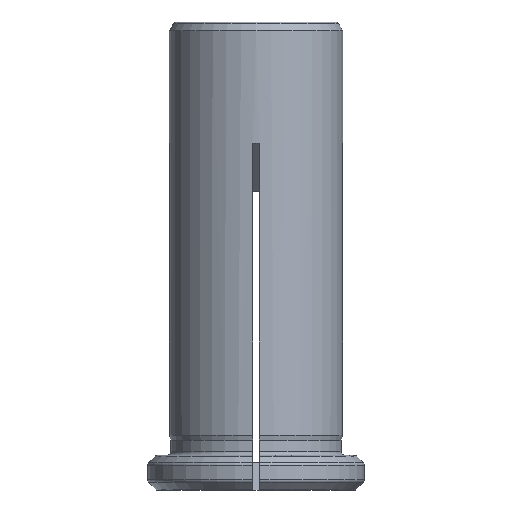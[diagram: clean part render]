
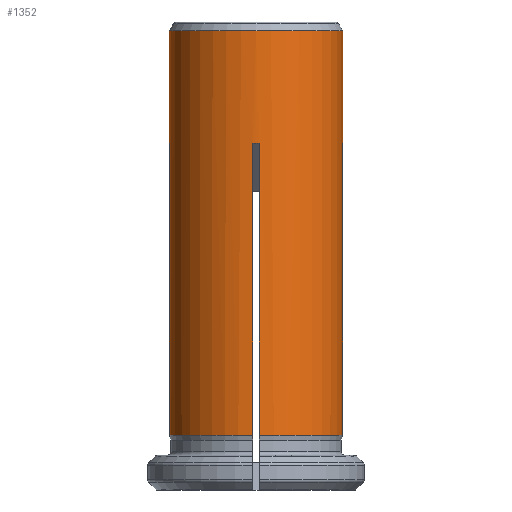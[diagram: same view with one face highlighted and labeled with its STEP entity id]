
A CAD part, front view. The second image highlights one B-rep face of the part: STEP entity #1352.
In plain terms, the highlighted cylindrical face has radius 10 mm (diameter 20 mm), a full revolution.
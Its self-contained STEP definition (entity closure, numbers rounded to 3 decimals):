
#28=ELLIPSE('',#1507,14.142,10.);
#29=ELLIPSE('',#1508,14.142,10.);
#30=ELLIPSE('',#1509,14.142,10.);
#31=ELLIPSE('',#1510,14.142,10.);
#98=LINE('',#2445,#166);
#99=LINE('',#2449,#167);
#100=LINE('',#2450,#168);
#101=LINE('',#2454,#169);
#102=LINE('',#2455,#170);
#103=LINE('',#2459,#171);
#104=LINE('',#2460,#172);
#105=LINE('',#2464,#173);
#166=VECTOR('',#1822,1000.);
#167=VECTOR('',#1825,1000.);
#168=VECTOR('',#1826,1000.);
#169=VECTOR('',#1829,1000.);
#170=VECTOR('',#1830,1000.);
#171=VECTOR('',#1833,1000.);
#172=VECTOR('',#1834,1000.);
#173=VECTOR('',#1837,1000.);
#201=CYLINDRICAL_SURFACE('',#1506,10.);
#518=ORIENTED_EDGE('',*,*,#873,.F.);
#519=ORIENTED_EDGE('',*,*,#874,.T.);
#520=ORIENTED_EDGE('',*,*,#875,.T.);
#521=ORIENTED_EDGE('',*,*,#697,.F.);
#522=ORIENTED_EDGE('',*,*,#876,.F.);
#523=ORIENTED_EDGE('',*,*,#877,.T.);
#524=ORIENTED_EDGE('',*,*,#878,.T.);
#525=ORIENTED_EDGE('',*,*,#800,.F.);
#526=ORIENTED_EDGE('',*,*,#879,.F.);
#527=ORIENTED_EDGE('',*,*,#880,.T.);
#528=ORIENTED_EDGE('',*,*,#881,.T.);
#529=ORIENTED_EDGE('',*,*,#766,.F.);
#530=ORIENTED_EDGE('',*,*,#882,.F.);
#531=ORIENTED_EDGE('',*,*,#883,.T.);
#532=ORIENTED_EDGE('',*,*,#884,.T.);
#533=ORIENTED_EDGE('',*,*,#732,.F.);
#534=ORIENTED_EDGE('',*,*,#804,.F.);
#697=EDGE_CURVE('',#901,#902,#1041,.F.);
#732=EDGE_CURVE('',#925,#927,#1053,.F.);
#766=EDGE_CURVE('',#949,#951,#1065,.F.);
#800=EDGE_CURVE('',#973,#975,#1077,.F.);
#804=EDGE_CURVE('',#978,#978,#1080,.F.);
#873=EDGE_CURVE('',#1033,#925,#98,.F.);
#874=EDGE_CURVE('',#1033,#1034,#28,.F.);
#875=EDGE_CURVE('',#1034,#902,#99,.F.);
#876=EDGE_CURVE('',#1035,#901,#100,.F.);
#877=EDGE_CURVE('',#1035,#1036,#29,.F.);
#878=EDGE_CURVE('',#1036,#975,#101,.F.);
#879=EDGE_CURVE('',#1037,#973,#102,.F.);
#880=EDGE_CURVE('',#1037,#1038,#30,.F.);
#881=EDGE_CURVE('',#1038,#951,#103,.F.);
#882=EDGE_CURVE('',#1039,#949,#104,.F.);
#883=EDGE_CURVE('',#1039,#1040,#31,.F.);
#884=EDGE_CURVE('',#1040,#927,#105,.F.);
#901=VERTEX_POINT('',#1891);
#902=VERTEX_POINT('',#1892);
#925=VERTEX_POINT('',#2011);
#927=VERTEX_POINT('',#2014);
#949=VERTEX_POINT('',#2128);
#951=VERTEX_POINT('',#2131);
#973=VERTEX_POINT('',#2245);
#975=VERTEX_POINT('',#2248);
#978=VERTEX_POINT('',#2259);
#1033=VERTEX_POINT('',#2446);
#1034=VERTEX_POINT('',#2448);
#1035=VERTEX_POINT('',#2451);
#1036=VERTEX_POINT('',#2453);
#1037=VERTEX_POINT('',#2456);
#1038=VERTEX_POINT('',#2458);
#1039=VERTEX_POINT('',#2461);
#1040=VERTEX_POINT('',#2463);
#1041=CIRCLE('',#1384,10.);
#1053=CIRCLE('',#1407,10.);
#1065=CIRCLE('',#1430,10.);
#1077=CIRCLE('',#1453,10.);
#1080=CIRCLE('',#1457,10.);
#1171=EDGE_LOOP('',(#518,#519,#520,#521,#522,#523,#524,#525,#526,#527,#528,
#529,#530,#531,#532,#533));
#1172=EDGE_LOOP('',(#534));
#1261=FACE_BOUND('',#1171,.T.);
#1262=FACE_BOUND('',#1172,.T.);
#1352=ADVANCED_FACE('',(#1261,#1262),#201,.T.);
#1384=AXIS2_PLACEMENT_3D('',#1890,#1532,#1533);
#1407=AXIS2_PLACEMENT_3D('',#2013,#1584,#1585);
#1430=AXIS2_PLACEMENT_3D('',#2130,#1636,#1637);
#1453=AXIS2_PLACEMENT_3D('',#2247,#1688,#1689);
#1457=AXIS2_PLACEMENT_3D('',#2258,#1696,#1697);
#1506=AXIS2_PLACEMENT_3D('',#2444,#1820,#1821);
#1507=AXIS2_PLACEMENT_3D('',#2447,#1823,#1824);
#1508=AXIS2_PLACEMENT_3D('',#2452,#1827,#1828);
#1509=AXIS2_PLACEMENT_3D('',#2457,#1831,#1832);
#1510=AXIS2_PLACEMENT_3D('',#2462,#1835,#1836);
#1532=DIRECTION('',(0.,0.,1.));
#1533=DIRECTION('',(1.,0.,0.));
#1584=DIRECTION('',(0.,0.,1.));
#1585=DIRECTION('',(1.,0.,0.));
#1636=DIRECTION('',(0.,0.,1.));
#1637=DIRECTION('',(1.,0.,0.));
#1688=DIRECTION('',(0.,0.,1.));
#1689=DIRECTION('',(1.,0.,0.));
#1696=DIRECTION('',(0.,0.,-1.));
#1697=DIRECTION('',(-1.,0.,0.));
#1820=DIRECTION('',(0.,0.,1.));
#1821=DIRECTION('',(1.,0.,0.));
#1822=DIRECTION('',(0.,0.,1.));
#1823=DIRECTION('',(0.,-0.707,-0.707));
#1824=DIRECTION('',(0.,-0.707,0.707));
#1825=DIRECTION('',(0.,0.,1.));
#1826=DIRECTION('',(0.,0.,1.));
#1827=DIRECTION('',(0.707,0.,-0.707));
#1828=DIRECTION('',(0.707,0.,0.707));
#1829=DIRECTION('',(0.,0.,1.));
#1830=DIRECTION('',(0.,0.,1.));
#1831=DIRECTION('',(0.,0.707,-0.707));
#1832=DIRECTION('',(0.,0.707,0.707));
#1833=DIRECTION('',(0.,0.,1.));
#1834=DIRECTION('',(0.,0.,1.));
#1835=DIRECTION('',(-0.707,0.,-0.707));
#1836=DIRECTION('',(-0.707,0.,0.707));
#1837=DIRECTION('',(0.,0.,1.));
#1890=CARTESIAN_POINT('',(0.,0.,2.313));
#1891=CARTESIAN_POINT('',(9.992,-0.4,2.313));
#1892=CARTESIAN_POINT('',(0.4,-9.992,2.313));
#2011=CARTESIAN_POINT('',(-0.4,-9.992,2.313));
#2013=CARTESIAN_POINT('',(0.,0.,2.313));
#2014=CARTESIAN_POINT('',(-9.992,-0.4,2.313));
#2128=CARTESIAN_POINT('',(-9.992,0.4,2.313));
#2130=CARTESIAN_POINT('',(0.,0.,2.313));
#2131=CARTESIAN_POINT('',(-0.4,9.992,2.313));
#2245=CARTESIAN_POINT('',(0.4,9.992,2.313));
#2247=CARTESIAN_POINT('',(0.,0.,2.313));
#2248=CARTESIAN_POINT('',(9.992,0.4,2.313));
#2258=CARTESIAN_POINT('',(0.,0.,48.986));
#2259=CARTESIAN_POINT('',(-10.,0.,48.986));
#2444=CARTESIAN_POINT('',(0.,0.,60.));
#2445=CARTESIAN_POINT('',(-0.4,-9.992,60.));
#2446=CARTESIAN_POINT('',(-0.4,-9.992,35.992));
#2447=CARTESIAN_POINT('',(0.,0.,26.));
#2448=CARTESIAN_POINT('',(0.4,-9.992,35.992));
#2449=CARTESIAN_POINT('',(0.4,-9.992,60.));
#2450=CARTESIAN_POINT('',(9.992,-0.4,60.));
#2451=CARTESIAN_POINT('',(9.992,-0.4,35.992));
#2452=CARTESIAN_POINT('',(0.,0.,26.));
#2453=CARTESIAN_POINT('',(9.992,0.4,35.992));
#2454=CARTESIAN_POINT('',(9.992,0.4,60.));
#2455=CARTESIAN_POINT('',(0.4,9.992,60.));
#2456=CARTESIAN_POINT('',(0.4,9.992,35.992));
#2457=CARTESIAN_POINT('',(0.,0.,26.));
#2458=CARTESIAN_POINT('',(-0.4,9.992,35.992));
#2459=CARTESIAN_POINT('',(-0.4,9.992,60.));
#2460=CARTESIAN_POINT('',(-9.992,0.4,60.));
#2461=CARTESIAN_POINT('',(-9.992,0.4,35.992));
#2462=CARTESIAN_POINT('',(0.,0.,26.));
#2463=CARTESIAN_POINT('',(-9.992,-0.4,35.992));
#2464=CARTESIAN_POINT('',(-9.992,-0.4,60.));
